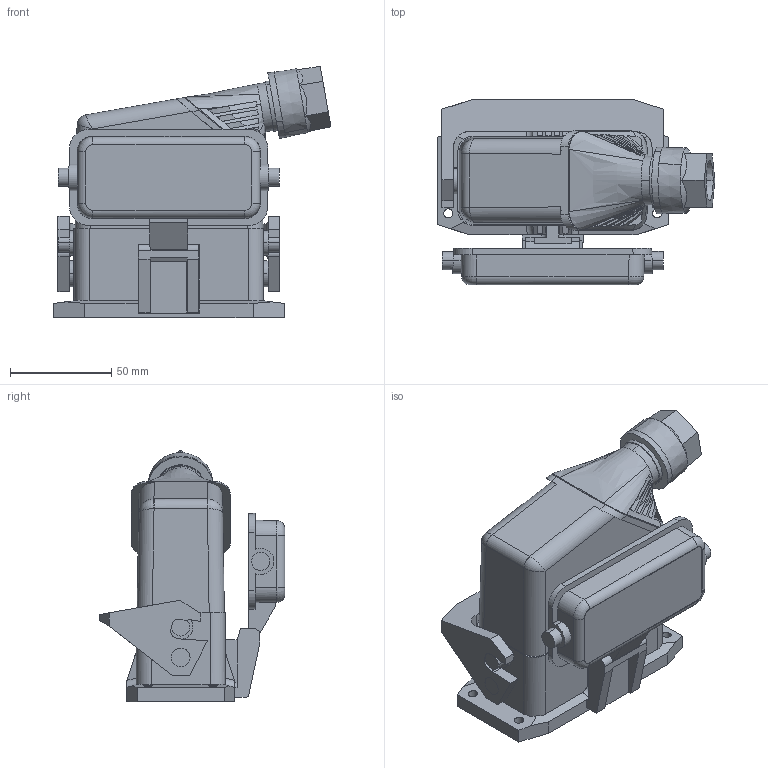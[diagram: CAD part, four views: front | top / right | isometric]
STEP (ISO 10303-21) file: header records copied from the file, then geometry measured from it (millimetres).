
FILE_DESCRIPTION(('HOOPS Exchange Step'),'2;1');
FILE_NAME('export-A332A7F9-9E5E-4C51-92C0-7CAB73D2DF57.stp','2021-08-09T13:40:44+02:00',('Engineering'),('Alibre'),'HOOPS Exchange 2020.1','Alibre','Unknown authorisation');
FILE_SCHEMA( ('AP242_MANAGED_MODEL_BASED_3D_ENGINEERING_MIM_LF {1 0 10303 442 1 1 4 }') );
Length unit declared in the file: millimetre
Products named in the file (2): 4526-1 Connectorset - HC-EVO-B16PT-BWSC-HH-M25-PLRBK - 1408793; 4526 Connectorset - HC-EVO-B16PT-BWSC-HH-M25-PLRBK - 1408793
Assembly tree (1 placements, depth 2):
  4526 Connectorset - HC-EVO-B16PT-BWSC-HH-M25-PLRBK - 1408793
    4526-1 Connectorset - HC-EVO-B16PT-BWSC-HH-M25-PLRBK - 1408793
Bounding box: 136.96 x 91.54 x 123.86 mm (x, y, z)
Volume: 551085.4 mm3; surface area: 72291.7 mm2
Topology: 1 solids, 1 shells, 365 faces, 1008 edges, 660 vertices
Faces by surface type: plane 219, cylinder 114, bspline 24, cone 8
Entity records: 20481 total; most frequent: CARTESIAN_POINT 11214, ORIENTED_EDGE 2012, DIRECTION 1817, EDGE_CURVE 1006, VERTEX_POINT 660, VECTOR 609, LINE 609, AXIS2_PLACEMENT_3D 604
